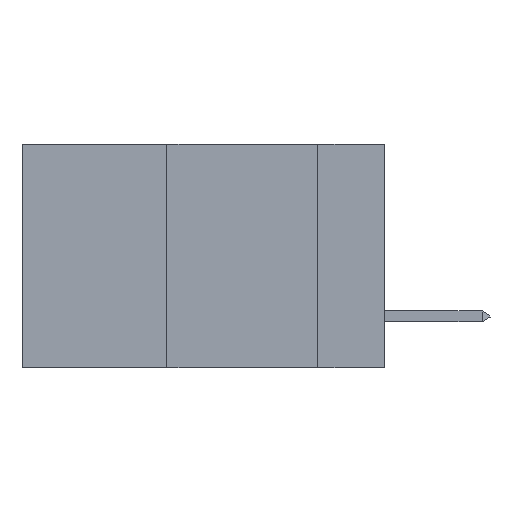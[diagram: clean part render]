
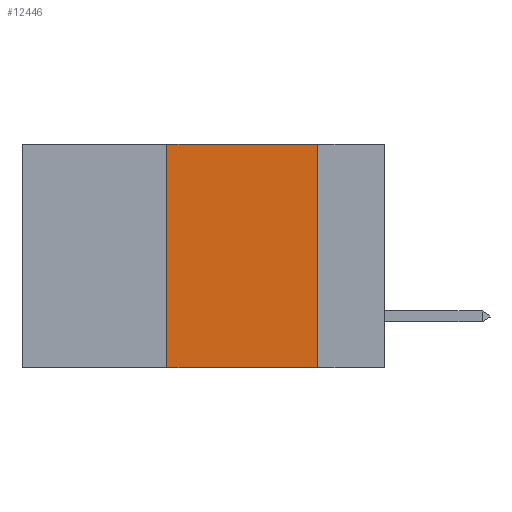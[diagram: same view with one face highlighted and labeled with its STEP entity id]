
A CAD part, left-side view. The second image highlights one B-rep face of the part: STEP entity #12446.
In plain terms, the highlighted planar face has unit normal (-1, 0, 0).
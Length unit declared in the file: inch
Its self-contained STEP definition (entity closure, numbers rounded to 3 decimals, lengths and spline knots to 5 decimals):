
#18 = LINE ( 'NONE', #8940, #12460 ) ;
#509 = VERTEX_POINT ( 'NONE', #4602 ) ;
#584 = LINE ( 'NONE', #5052, #8096 ) ;
#597 = VECTOR ( 'NONE', #6606, 39.37008 ) ;
#1321 = EDGE_CURVE ( 'NONE', #509, #13848, #3734, .T. ) ;
#2286 = ORIENTED_EDGE ( 'NONE', *, *, #2560, .T. ) ;
#2560 = EDGE_CURVE ( 'NONE', #509, #3959, #18, .T. ) ;
#2672 = PLANE ( 'NONE',  #8175 ) ;
#2687 = ORIENTED_EDGE ( 'NONE', *, *, #1321, .F. ) ;
#2890 = ORIENTED_EDGE ( 'NONE', *, *, #10620, .F. ) ;
#3086 = CARTESIAN_POINT ( 'NONE',  ( 0., 0.36, 0. ) ) ;
#3468 = LINE ( 'NONE', #11614, #7292 ) ;
#3734 = LINE ( 'NONE', #11071, #597 ) ;
#3959 = VERTEX_POINT ( 'NONE', #10725 ) ;
#4125 = EDGE_LOOP ( 'NONE', ( #4856, #2890, #2687, #2286 ) ) ;
#4602 = CARTESIAN_POINT ( 'NONE',  ( 0., 0.36, -0.37 ) ) ;
#4856 = ORIENTED_EDGE ( 'NONE', *, *, #12461, .F. ) ;
#5052 = CARTESIAN_POINT ( 'NONE',  ( 0., 0.11, 0. ) ) ;
#5101 = DIRECTION ( 'NONE',  ( 0., 0., -1. ) ) ;
#5292 = VERTEX_POINT ( 'NONE', #11086 ) ;
#5494 = FACE_OUTER_BOUND ( 'NONE', #4125, .T. ) ;
#6052 = CARTESIAN_POINT ( 'NONE',  ( 0., 0.6, 0. ) ) ;
#6606 = DIRECTION ( 'NONE',  ( 0., 0., 1. ) ) ;
#7292 = VECTOR ( 'NONE', #11761, 39.37008 ) ;
#8096 = VECTOR ( 'NONE', #5101, 39.37008 ) ;
#8175 = AXIS2_PLACEMENT_3D ( 'NONE', #6052, #13884, #8313 ) ;
#8313 = DIRECTION ( 'NONE',  ( 0., 0., -1. ) ) ;
#8940 = CARTESIAN_POINT ( 'NONE',  ( 0., 0.6, -0.37 ) ) ;
#10620 = EDGE_CURVE ( 'NONE', #13848, #5292, #3468, .T. ) ;
#10725 = CARTESIAN_POINT ( 'NONE',  ( 0., 0.11, -0.37 ) ) ;
#11071 = CARTESIAN_POINT ( 'NONE',  ( 0., 0.36, 0. ) ) ;
#11086 = CARTESIAN_POINT ( 'NONE',  ( 0., 0.11, 0. ) ) ;
#11614 = CARTESIAN_POINT ( 'NONE',  ( 0., 0.6, 0. ) ) ;
#11761 = DIRECTION ( 'NONE',  ( 0., -1., 0. ) ) ;
#12331 = DIRECTION ( 'NONE',  ( 0., -1., 0. ) ) ;
#12446 = ADVANCED_FACE ( 'NONE', ( #5494 ), #2672, .F. ) ;
#12460 = VECTOR ( 'NONE', #12331, 39.37008 ) ;
#12461 = EDGE_CURVE ( 'NONE', #5292, #3959, #584, .T. ) ;
#13848 = VERTEX_POINT ( 'NONE', #3086 ) ;
#13884 = DIRECTION ( 'NONE',  ( 1., 0., 0. ) ) ;
